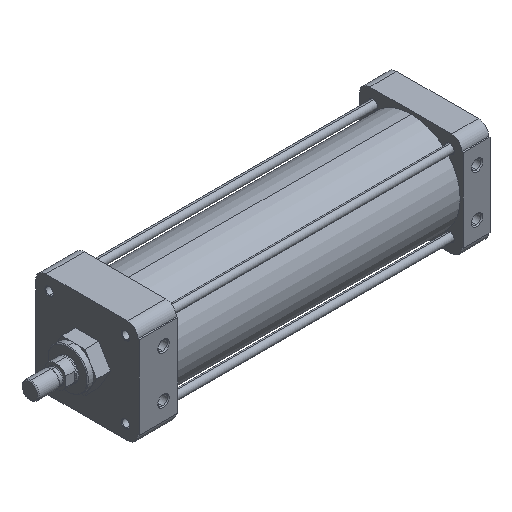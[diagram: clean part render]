
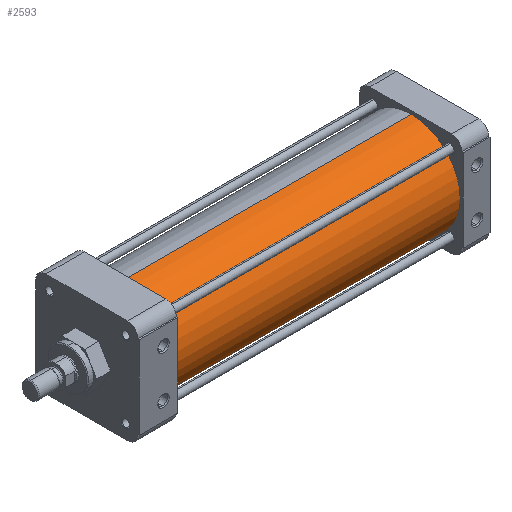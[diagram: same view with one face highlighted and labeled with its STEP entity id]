
A CAD part, isometric view. The second image highlights one B-rep face of the part: STEP entity #2593.
In plain terms, the highlighted cylindrical face has radius 53.975 mm (diameter 107.95 mm), a partial arc.
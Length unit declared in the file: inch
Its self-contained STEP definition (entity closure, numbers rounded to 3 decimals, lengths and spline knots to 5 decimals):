
#211 = DIRECTION ( 'NONE',  ( 1., 0., 0. ) ) ;
#277 = EDGE_LOOP ( 'NONE', ( #3964, #5662, #8784, #4715 ) ) ;
#457 = VERTEX_POINT ( 'NONE', #8357 ) ;
#597 = CARTESIAN_POINT ( 'NONE',  ( 14.076, 0., 0. ) ) ;
#1179 = VERTEX_POINT ( 'NONE', #11999 ) ;
#1759 = DIRECTION ( 'NONE',  ( 0., 0., -1. ) ) ;
#1956 = DIRECTION ( 'NONE',  ( 0., 0., -1. ) ) ;
#2065 = EDGE_CURVE ( 'NONE', #457, #1179, #14279, .T. ) ;
#2343 = CARTESIAN_POINT ( 'NONE',  ( 14.076, 0., -2.125 ) ) ;
#2593 = ADVANCED_FACE ( 'NONE', ( #6120 ), #10310, .T. ) ;
#2849 = CARTESIAN_POINT ( 'NONE',  ( 14.076, 0., 2.125 ) ) ;
#2970 = AXIS2_PLACEMENT_3D ( 'NONE', #7097, #211, #8223 ) ;
#3524 = CARTESIAN_POINT ( 'NONE',  ( 14.076, 0., 2.125 ) ) ;
#3964 = ORIENTED_EDGE ( 'NONE', *, *, #8867, .F. ) ;
#4715 = ORIENTED_EDGE ( 'NONE', *, *, #5174, .T. ) ;
#5166 = DIRECTION ( 'NONE',  ( 1., 0., 0. ) ) ;
#5174 = EDGE_CURVE ( 'NONE', #7289, #13487, #9914, .T. ) ;
#5662 = ORIENTED_EDGE ( 'NONE', *, *, #2065, .T. ) ;
#6120 = FACE_OUTER_BOUND ( 'NONE', #277, .T. ) ;
#6552 = LINE ( 'NONE', #9260, #12198 ) ;
#7074 = DIRECTION ( 'NONE',  ( 1., 0., 0. ) ) ;
#7097 = CARTESIAN_POINT ( 'NONE',  ( 1.67, 0., 0. ) ) ;
#7289 = VERTEX_POINT ( 'NONE', #2343 ) ;
#7636 = VECTOR ( 'NONE', #5166, 39.37008 ) ;
#7794 = AXIS2_PLACEMENT_3D ( 'NONE', #597, #8598, #1759 ) ;
#8223 = DIRECTION ( 'NONE',  ( 0., 0., -1. ) ) ;
#8357 = CARTESIAN_POINT ( 'NONE',  ( 1.67, 0., 2.125 ) ) ;
#8598 = DIRECTION ( 'NONE',  ( -1., 0., 0. ) ) ;
#8743 = CARTESIAN_POINT ( 'NONE',  ( 14.076, 0., 0. ) ) ;
#8784 = ORIENTED_EDGE ( 'NONE', *, *, #11417, .T. ) ;
#8867 = EDGE_CURVE ( 'NONE', #457, #13487, #10614, .T. ) ;
#9260 = CARTESIAN_POINT ( 'NONE',  ( 14.076, 0., -2.125 ) ) ;
#9914 = CIRCLE ( 'NONE', #7794, 2.125 ) ;
#10310 = CYLINDRICAL_SURFACE ( 'NONE', #12103, 2.125 ) ;
#10614 = LINE ( 'NONE', #2849, #7636 ) ;
#11417 = EDGE_CURVE ( 'NONE', #1179, #7289, #6552, .T. ) ;
#11999 = CARTESIAN_POINT ( 'NONE',  ( 1.67, 0., -2.125 ) ) ;
#12103 = AXIS2_PLACEMENT_3D ( 'NONE', #8743, #14380, #1956 ) ;
#12198 = VECTOR ( 'NONE', #7074, 39.37008 ) ;
#13487 = VERTEX_POINT ( 'NONE', #3524 ) ;
#14279 = CIRCLE ( 'NONE', #2970, 2.125 ) ;
#14380 = DIRECTION ( 'NONE',  ( 1., 0., 0. ) ) ;
